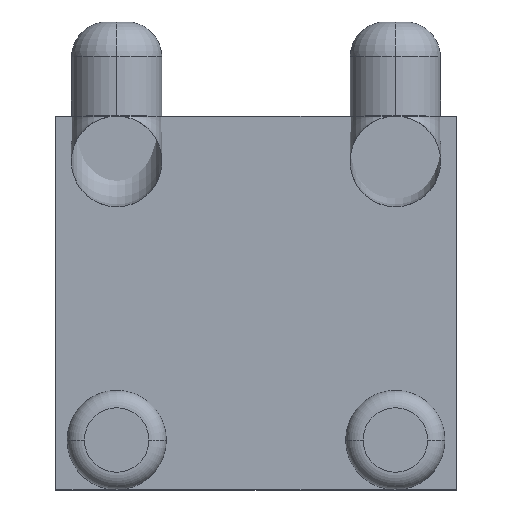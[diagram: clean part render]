
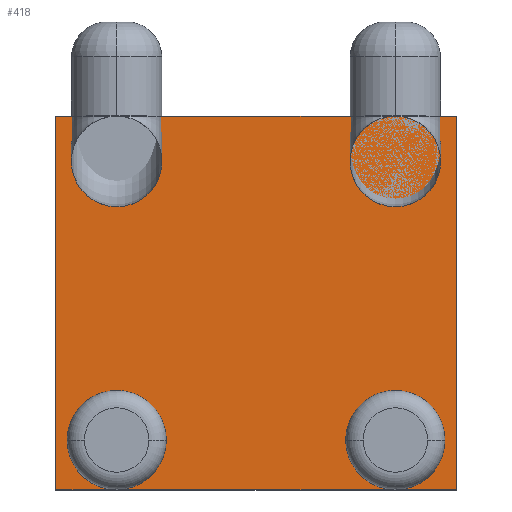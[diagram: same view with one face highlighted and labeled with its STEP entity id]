
A CAD part, top view. The second image highlights one B-rep face of the part: STEP entity #418.
In plain terms, the highlighted planar face has unit normal (0, 0, 1).
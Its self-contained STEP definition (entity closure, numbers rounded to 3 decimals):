
#13 = EDGE_CURVE ( 'NONE', #919, #289, #1101, .T. ) ;
#23 = VERTEX_POINT ( 'NONE', #1095 ) ;
#32 = CARTESIAN_POINT ( 'NONE',  ( 0., 16., 0. ) ) ;
#87 = CARTESIAN_POINT ( 'NONE',  ( 19.5, 18.6, 0. ) ) ;
#88 = DIRECTION ( 'NONE',  ( 0., 0., 1. ) ) ;
#93 = CARTESIAN_POINT ( 'NONE',  ( -2.6, 16., 0. ) ) ;
#99 = AXIS2_PLACEMENT_3D ( 'NONE', #253, #159, #533 ) ;
#108 = CARTESIAN_POINT ( 'NONE',  ( 0., 0., 0. ) ) ;
#134 = CIRCLE ( 'NONE', #298, 2.85 ) ;
#149 = ORIENTED_EDGE ( 'NONE', *, *, #405, .F. ) ;
#159 = DIRECTION ( 'NONE',  ( 0., 0., 1. ) ) ;
#167 = CARTESIAN_POINT ( 'NONE',  ( 19.5, 18.6, 0. ) ) ;
#171 = DIRECTION ( 'NONE',  ( 0., 0., 1. ) ) ;
#174 = AXIS2_PLACEMENT_3D ( 'NONE', #363, #88, #628 ) ;
#180 = CARTESIAN_POINT ( 'NONE',  ( 0., -2.85, 0. ) ) ;
#198 = AXIS2_PLACEMENT_3D ( 'NONE', #1112, #849, #951 ) ;
#215 = AXIS2_PLACEMENT_3D ( 'NONE', #900, #271, #467 ) ;
#218 = VECTOR ( 'NONE', #727, 1000. ) ;
#222 = CARTESIAN_POINT ( 'NONE',  ( 2.85, 0., 0. ) ) ;
#244 = VERTEX_POINT ( 'NONE', #858 ) ;
#250 = EDGE_CURVE ( 'NONE', #973, #23, #718, .T. ) ;
#253 = CARTESIAN_POINT ( 'NONE',  ( 0., 16., 0. ) ) ;
#271 = DIRECTION ( 'NONE',  ( 0., 0., 1. ) ) ;
#272 = CARTESIAN_POINT ( 'NONE',  ( 19.5, -2.85, 0. ) ) ;
#276 = CIRCLE ( 'NONE', #1027, 2.85 ) ;
#289 = VERTEX_POINT ( 'NONE', #351 ) ;
#297 = LINE ( 'NONE', #566, #697 ) ;
#298 = AXIS2_PLACEMENT_3D ( 'NONE', #1000, #171, #542 ) ;
#299 = CIRCLE ( 'NONE', #99, 2.6 ) ;
#323 = ORIENTED_EDGE ( 'NONE', *, *, #624, .F. ) ;
#351 = CARTESIAN_POINT ( 'NONE',  ( -3.5, -2.85, 0. ) ) ;
#355 = LINE ( 'NONE', #710, #736 ) ;
#360 = AXIS2_PLACEMENT_3D ( 'NONE', #32, #407, #706 ) ;
#363 = CARTESIAN_POINT ( 'NONE',  ( 0., 0., 0. ) ) ;
#392 = DIRECTION ( 'NONE',  ( 1., 0., 0. ) ) ;
#400 = DIRECTION ( 'NONE',  ( 0., 0., 1. ) ) ;
#405 = EDGE_CURVE ( 'NONE', #23, #408, #355, .T. ) ;
#407 = DIRECTION ( 'NONE',  ( 0., 0., 1. ) ) ;
#408 = VERTEX_POINT ( 'NONE', #167 ) ;
#411 = EDGE_CURVE ( 'NONE', #997, #919, #1064, .T. ) ;
#418 = ADVANCED_FACE ( 'NONE', ( #733 ), #447, .T. ) ;
#428 = DIRECTION ( 'NONE',  ( 0., 1., 0. ) ) ;
#447 = PLANE ( 'NONE',  #215 ) ;
#448 = EDGE_CURVE ( 'NONE', #738, #997, #134, .T. ) ;
#463 = ORIENTED_EDGE ( 'NONE', *, *, #411, .F. ) ;
#467 = DIRECTION ( 'NONE',  ( 1., 0., 0. ) ) ;
#487 = ORIENTED_EDGE ( 'NONE', *, *, #250, .F. ) ;
#496 = ORIENTED_EDGE ( 'NONE', *, *, #806, .F. ) ;
#507 = DIRECTION ( 'NONE',  ( -1., 0., 0. ) ) ;
#520 = LINE ( 'NONE', #779, #791 ) ;
#533 = DIRECTION ( 'NONE',  ( 1., 0., 0. ) ) ;
#542 = DIRECTION ( 'NONE',  ( 1., 0., 0. ) ) ;
#549 = VECTOR ( 'NONE', #428, 1000. ) ;
#566 = CARTESIAN_POINT ( 'NONE',  ( 19.5, -2.85, 0. ) ) ;
#580 = VECTOR ( 'NONE', #638, 1000. ) ;
#622 = ORIENTED_EDGE ( 'NONE', *, *, #967, .F. ) ;
#624 = EDGE_CURVE ( 'NONE', #23, #1063, #852, .T. ) ;
#628 = DIRECTION ( 'NONE',  ( 1., 0., 0. ) ) ;
#638 = DIRECTION ( 'NONE',  ( -1., 0., 0. ) ) ;
#650 = DIRECTION ( 'NONE',  ( 0., -1., 0. ) ) ;
#668 = CARTESIAN_POINT ( 'NONE',  ( -2.85, 0., 0. ) ) ;
#677 = VERTEX_POINT ( 'NONE', #981 ) ;
#697 = VECTOR ( 'NONE', #650, 1000. ) ;
#705 = EDGE_CURVE ( 'NONE', #677, #919, #520, .T. ) ;
#706 = DIRECTION ( 'NONE',  ( 1., 0., 0. ) ) ;
#710 = CARTESIAN_POINT ( 'NONE',  ( 19.5, 18.6, 0. ) ) ;
#714 = DIRECTION ( 'NONE',  ( 1., 0., 0. ) ) ;
#718 = CIRCLE ( 'NONE', #360, 2.6 ) ;
#722 = LINE ( 'NONE', #87, #218 ) ;
#727 = DIRECTION ( 'NONE',  ( 1., 0., 0. ) ) ;
#733 = FACE_OUTER_BOUND ( 'NONE', #1163, .T. ) ;
#736 = VECTOR ( 'NONE', #714, 1000. ) ;
#738 = VERTEX_POINT ( 'NONE', #222 ) ;
#779 = CARTESIAN_POINT ( 'NONE',  ( 19.5, -2.85, 0. ) ) ;
#782 = ORIENTED_EDGE ( 'NONE', *, *, #1043, .F. ) ;
#791 = VECTOR ( 'NONE', #507, 1000. ) ;
#806 = EDGE_CURVE ( 'NONE', #289, #244, #867, .T. ) ;
#821 = ORIENTED_EDGE ( 'NONE', *, *, #844, .F. ) ;
#844 = EDGE_CURVE ( 'NONE', #244, #23, #722, .T. ) ;
#849 = DIRECTION ( 'NONE',  ( 0., 0., 1. ) ) ;
#852 = CIRCLE ( 'NONE', #198, 2.6 ) ;
#858 = CARTESIAN_POINT ( 'NONE',  ( -3.5, 18.6, 0. ) ) ;
#867 = LINE ( 'NONE', #878, #549 ) ;
#878 = CARTESIAN_POINT ( 'NONE',  ( -3.5, -2.85, 0. ) ) ;
#900 = CARTESIAN_POINT ( 'NONE',  ( 0., 0., 0. ) ) ;
#919 = VERTEX_POINT ( 'NONE', #180 ) ;
#934 = EDGE_CURVE ( 'NONE', #1063, #973, #299, .T. ) ;
#946 = ORIENTED_EDGE ( 'NONE', *, *, #934, .F. ) ;
#951 = DIRECTION ( 'NONE',  ( 1., 0., 0. ) ) ;
#967 = EDGE_CURVE ( 'NONE', #919, #738, #276, .T. ) ;
#973 = VERTEX_POINT ( 'NONE', #1117 ) ;
#981 = CARTESIAN_POINT ( 'NONE',  ( 19.5, -2.85, 0. ) ) ;
#996 = ORIENTED_EDGE ( 'NONE', *, *, #13, .F. ) ;
#997 = VERTEX_POINT ( 'NONE', #668 ) ;
#1000 = CARTESIAN_POINT ( 'NONE',  ( 0., 0., 0. ) ) ;
#1027 = AXIS2_PLACEMENT_3D ( 'NONE', #108, #400, #392 ) ;
#1043 = EDGE_CURVE ( 'NONE', #408, #677, #297, .T. ) ;
#1063 = VERTEX_POINT ( 'NONE', #93 ) ;
#1064 = CIRCLE ( 'NONE', #174, 2.85 ) ;
#1065 = ORIENTED_EDGE ( 'NONE', *, *, #448, .F. ) ;
#1095 = CARTESIAN_POINT ( 'NONE',  ( 0., 18.6, 0. ) ) ;
#1101 = LINE ( 'NONE', #272, #580 ) ;
#1112 = CARTESIAN_POINT ( 'NONE',  ( 0., 16., 0. ) ) ;
#1117 = CARTESIAN_POINT ( 'NONE',  ( 2.6, 16., 0. ) ) ;
#1128 = ORIENTED_EDGE ( 'NONE', *, *, #705, .F. ) ;
#1163 = EDGE_LOOP ( 'NONE', ( #996, #463, #1065, #622, #1128, #782, #149, #487, #946, #323, #821, #496 ) ) ;
